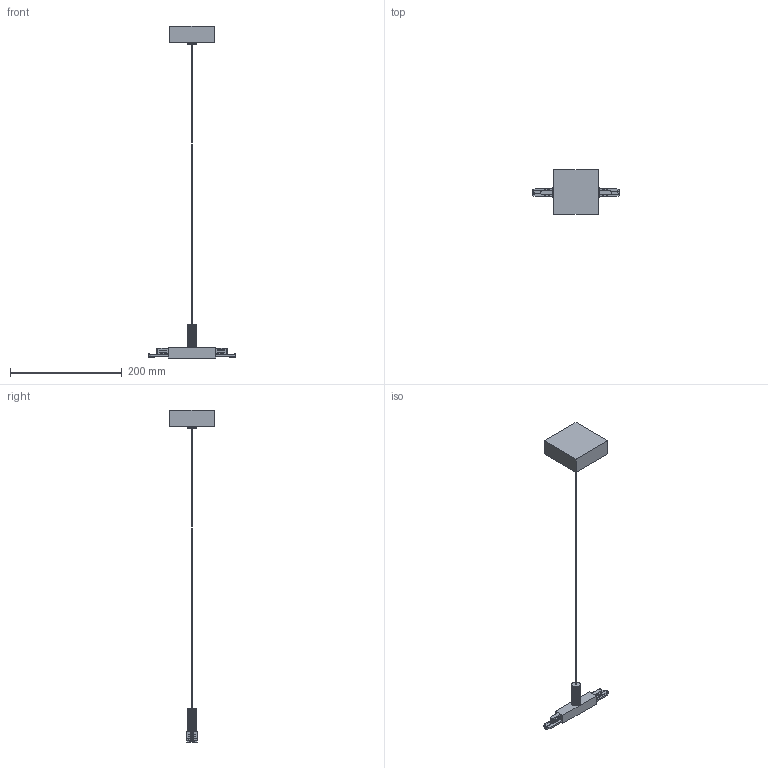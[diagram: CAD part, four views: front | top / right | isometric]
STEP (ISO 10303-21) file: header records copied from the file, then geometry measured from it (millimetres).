
FILE_DESCRIPTION(/* description */ ('This is a sample STEP configuration'),/* implementation_level */ '2;1');
FILE_NAME(/* name */ '652-00405xxxxx SIMPLE.ipt_Rev_00.stp',/* time_stamp */ '2024-03-28T16:25:56+01:00',/* author */ ('powerJobs'),/* organization */ ('coolOrange'),/* preprocessor_version */ 'ST-DEVELOPER v19.2',/* originating_system */ 'Autodesk Inventor 2023',/* authorisation */ '');
FILE_SCHEMA (('AUTOMOTIVE_DESIGN { 1 0 10303 214 3 1 1 }'));
Length unit declared in the file: millimetre
Products named in the file (1): ENG000034032
Bounding box: 155.51 x 80 x 592.96 mm (x, y, z)
Volume: 227877.1 mm3; surface area: 37954.7 mm2
Topology: 6 solids, 6 shells, 831 faces, 2418 edges, 1612 vertices
Faces by surface type: plane 831
Entity records: 26906 total; most frequent: CARTESIAN_POINT 4862, ORIENTED_EDGE 4836, DIRECTION 4082, LINE 2418, VECTOR 2418, EDGE_CURVE 2418, VERTEX_POINT 1612, EDGE_LOOP 852
